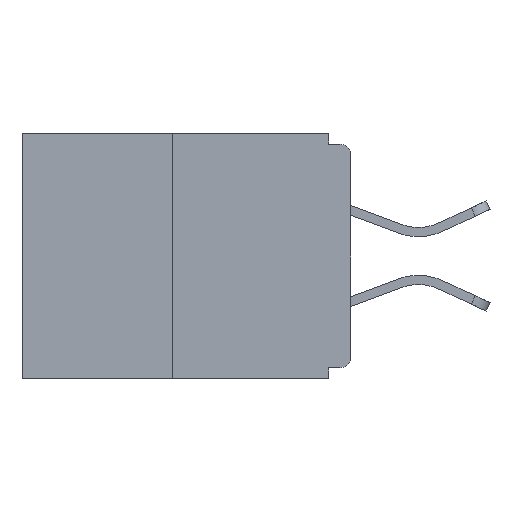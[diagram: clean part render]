
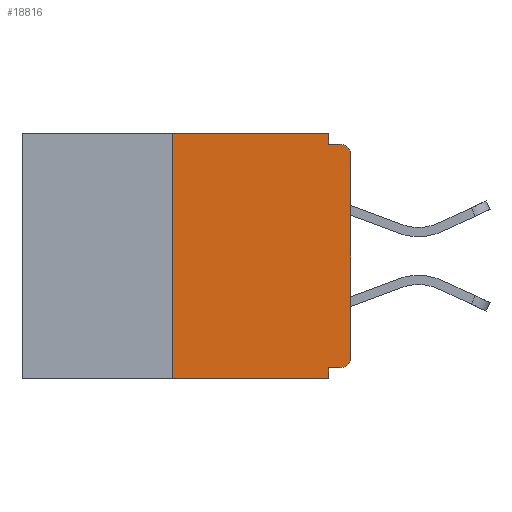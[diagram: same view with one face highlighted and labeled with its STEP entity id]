
A CAD part, left-side view. The second image highlights one B-rep face of the part: STEP entity #18816.
In plain terms, the highlighted planar face has unit normal (-1, 0, 0).
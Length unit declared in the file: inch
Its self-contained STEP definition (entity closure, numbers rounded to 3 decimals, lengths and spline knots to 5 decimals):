
#245 = DIRECTION ( 'NONE',  ( 1., 0., 0. ) ) ;
#375 = AXIS2_PLACEMENT_3D ( 'NONE', #1596, #24068, #3408 ) ;
#419 = EDGE_CURVE ( 'NONE', #5109, #28119, #17286, .T. ) ;
#956 = LINE ( 'NONE', #10430, #25045 ) ;
#999 = CARTESIAN_POINT ( 'NONE',  ( 0., 0.031, -0.343 ) ) ;
#1596 = CARTESIAN_POINT ( 'NONE',  ( 0., 0.015, -0.313 ) ) ;
#1770 = LINE ( 'NONE', #14953, #27268 ) ;
#2691 = VECTOR ( 'NONE', #17060, 39.37008 ) ;
#2723 = VERTEX_POINT ( 'NONE', #3019 ) ;
#2945 = EDGE_CURVE ( 'NONE', #10644, #2723, #13264, .T. ) ;
#3019 = CARTESIAN_POINT ( 'NONE',  ( 0., 0.031, -0.015 ) ) ;
#3408 = DIRECTION ( 'NONE',  ( 0., 0., -1. ) ) ;
#3447 = CARTESIAN_POINT ( 'NONE',  ( 0., 0., -0.313 ) ) ;
#3491 = ORIENTED_EDGE ( 'NONE', *, *, #8071, .T. ) ;
#3606 = ORIENTED_EDGE ( 'NONE', *, *, #10218, .F. ) ;
#4539 = CARTESIAN_POINT ( 'NONE',  ( 0., 0., -0.03 ) ) ;
#5109 = VERTEX_POINT ( 'NONE', #12996 ) ;
#5429 = CARTESIAN_POINT ( 'NONE',  ( 0., 0.031, -0.328 ) ) ;
#6110 = DIRECTION ( 'NONE',  ( 0., -1., 0. ) ) ;
#8056 = ORIENTED_EDGE ( 'NONE', *, *, #11826, .T. ) ;
#8071 = EDGE_CURVE ( 'NONE', #16226, #19955, #27313, .T. ) ;
#8162 = ORIENTED_EDGE ( 'NONE', *, *, #419, .F. ) ;
#8325 = DIRECTION ( 'NONE',  ( 0., -1., 0. ) ) ;
#9360 = DIRECTION ( 'NONE',  ( 0., 0., -1. ) ) ;
#9409 = DIRECTION ( 'NONE',  ( 0., 0., 1. ) ) ;
#9667 = CARTESIAN_POINT ( 'NONE',  ( 0., 0., 0. ) ) ;
#10084 = ORIENTED_EDGE ( 'NONE', *, *, #26705, .F. ) ;
#10218 = EDGE_CURVE ( 'NONE', #16226, #26398, #25392, .T. ) ;
#10273 = LINE ( 'NONE', #13016, #26348 ) ;
#10430 = CARTESIAN_POINT ( 'NONE',  ( 0., 0.46, 0. ) ) ;
#10644 = VERTEX_POINT ( 'NONE', #22537 ) ;
#10798 = VERTEX_POINT ( 'NONE', #4539 ) ;
#11294 = LINE ( 'NONE', #9667, #14850 ) ;
#11307 = CARTESIAN_POINT ( 'NONE',  ( 0., 0.46, 0. ) ) ;
#11507 = PLANE ( 'NONE',  #15626 ) ;
#11620 = CARTESIAN_POINT ( 'NONE',  ( 0., 0.015, -0.03 ) ) ;
#11676 = CIRCLE ( 'NONE', #21240, 0.015 ) ;
#11803 = VECTOR ( 'NONE', #9360, 39.37008 ) ;
#11826 = EDGE_CURVE ( 'NONE', #17344, #10798, #11294, .T. ) ;
#12323 = VECTOR ( 'NONE', #25753, 39.37008 ) ;
#12828 = DIRECTION ( 'NONE',  ( 0., 0., -1. ) ) ;
#12851 = ORIENTED_EDGE ( 'NONE', *, *, #18590, .T. ) ;
#12996 = CARTESIAN_POINT ( 'NONE',  ( 0., 0.015, -0.328 ) ) ;
#13016 = CARTESIAN_POINT ( 'NONE',  ( 0., 0.031, -0.343 ) ) ;
#13264 = LINE ( 'NONE', #13919, #11803 ) ;
#13445 = CARTESIAN_POINT ( 'NONE',  ( 0., 0.25, 0. ) ) ;
#13536 = EDGE_CURVE ( 'NONE', #2723, #28398, #1770, .T. ) ;
#13901 = DIRECTION ( 'NONE',  ( -1., 0., 0. ) ) ;
#13919 = CARTESIAN_POINT ( 'NONE',  ( 0., 0.031, 0. ) ) ;
#14850 = VECTOR ( 'NONE', #9409, 39.37008 ) ;
#14953 = CARTESIAN_POINT ( 'NONE',  ( 0., 0., -0.015 ) ) ;
#15626 = AXIS2_PLACEMENT_3D ( 'NONE', #11307, #245, #15877 ) ;
#15877 = DIRECTION ( 'NONE',  ( 0., 0., -1. ) ) ;
#16068 = DIRECTION ( 'NONE',  ( 0., 1., 0. ) ) ;
#16226 = VERTEX_POINT ( 'NONE', #27472 ) ;
#17060 = DIRECTION ( 'NONE',  ( 0., 0., 1. ) ) ;
#17286 = LINE ( 'NONE', #21423, #26213 ) ;
#17344 = VERTEX_POINT ( 'NONE', #3447 ) ;
#18590 = EDGE_CURVE ( 'NONE', #5109, #17344, #27158, .T. ) ;
#18816 = ADVANCED_FACE ( 'NONE', ( #23583 ), #11507, .F. ) ;
#19485 = CARTESIAN_POINT ( 'NONE',  ( 0., 0.25, 0. ) ) ;
#19862 = ORIENTED_EDGE ( 'NONE', *, *, #2945, .F. ) ;
#19910 = EDGE_LOOP ( 'NONE', ( #27918, #3606, #3491, #10084, #8162, #12851, #8056, #21819, #27207, #19862 ) ) ;
#19955 = VERTEX_POINT ( 'NONE', #999 ) ;
#21073 = EDGE_CURVE ( 'NONE', #10798, #28398, #11676, .T. ) ;
#21240 = AXIS2_PLACEMENT_3D ( 'NONE', #11620, #13901, #22923 ) ;
#21423 = CARTESIAN_POINT ( 'NONE',  ( 0., 0., -0.328 ) ) ;
#21819 = ORIENTED_EDGE ( 'NONE', *, *, #21073, .T. ) ;
#22537 = CARTESIAN_POINT ( 'NONE',  ( 0., 0.031, 0. ) ) ;
#22923 = DIRECTION ( 'NONE',  ( 0., 0., -1. ) ) ;
#23583 = FACE_OUTER_BOUND ( 'NONE', #19910, .T. ) ;
#24068 = DIRECTION ( 'NONE',  ( -1., 0., 0. ) ) ;
#24378 = EDGE_CURVE ( 'NONE', #26398, #10644, #956, .T. ) ;
#25045 = VECTOR ( 'NONE', #6110, 39.37008 ) ;
#25392 = LINE ( 'NONE', #19485, #2691 ) ;
#25753 = DIRECTION ( 'NONE',  ( 0., -1., 0. ) ) ;
#26061 = CARTESIAN_POINT ( 'NONE',  ( 0., 0.46, -0.343 ) ) ;
#26213 = VECTOR ( 'NONE', #16068, 39.37008 ) ;
#26348 = VECTOR ( 'NONE', #12828, 39.37008 ) ;
#26398 = VERTEX_POINT ( 'NONE', #13445 ) ;
#26669 = CARTESIAN_POINT ( 'NONE',  ( 0., 0.015, -0.015 ) ) ;
#26705 = EDGE_CURVE ( 'NONE', #28119, #19955, #10273, .T. ) ;
#27158 = CIRCLE ( 'NONE', #375, 0.015 ) ;
#27207 = ORIENTED_EDGE ( 'NONE', *, *, #13536, .F. ) ;
#27268 = VECTOR ( 'NONE', #8325, 39.37008 ) ;
#27313 = LINE ( 'NONE', #26061, #12323 ) ;
#27472 = CARTESIAN_POINT ( 'NONE',  ( 0., 0.25, -0.343 ) ) ;
#27918 = ORIENTED_EDGE ( 'NONE', *, *, #24378, .F. ) ;
#28119 = VERTEX_POINT ( 'NONE', #5429 ) ;
#28398 = VERTEX_POINT ( 'NONE', #26669 ) ;
